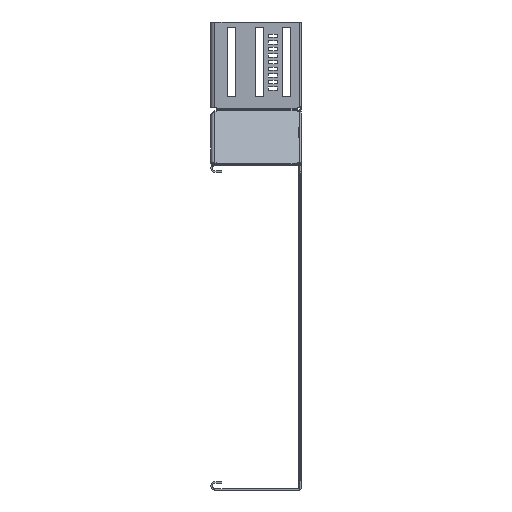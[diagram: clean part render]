
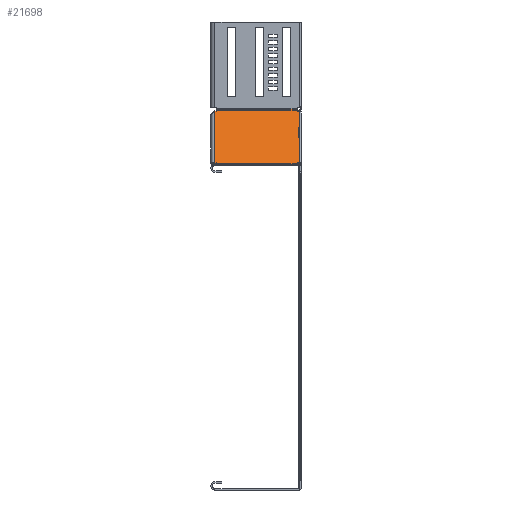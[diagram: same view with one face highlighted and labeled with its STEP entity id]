
A CAD part, left-side view. The second image highlights one B-rep face of the part: STEP entity #21698.
In plain terms, the highlighted face is planar.
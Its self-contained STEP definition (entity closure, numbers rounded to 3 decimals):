
#501 = CIRCLE ( 'NONE', #14923, 2. ) ;
#681 = CARTESIAN_POINT ( 'NONE',  ( -15., 0., -149.731 ) ) ;
#1499 = ORIENTED_EDGE ( 'NONE', *, *, #12111, .F. ) ;
#1774 = VERTEX_POINT ( 'NONE', #15426 ) ;
#1812 = ORIENTED_EDGE ( 'NONE', *, *, #3651, .T. ) ;
#2050 = ORIENTED_EDGE ( 'NONE', *, *, #14048, .T. ) ;
#2065 = CARTESIAN_POINT ( 'NONE',  ( -15., 78.25, -114.725 ) ) ;
#2187 = VECTOR ( 'NONE', #10479, 1000. ) ;
#2274 = EDGE_CURVE ( 'NONE', #15185, #1774, #14055, .T. ) ;
#2348 = DIRECTION ( 'NONE',  ( 1., 0., 0. ) ) ;
#2478 = DIRECTION ( 'NONE',  ( 0., 0.866, -0.5 ) ) ;
#2674 = CARTESIAN_POINT ( 'NONE',  ( -15., 76.284, -149.731 ) ) ;
#3651 = EDGE_CURVE ( 'NONE', #14415, #16682, #15271, .T. ) ;
#3654 = CARTESIAN_POINT ( 'NONE',  ( -15., 76.284, -79.72 ) ) ;
#3876 = VERTEX_POINT ( 'NONE', #11268 ) ;
#4244 = VECTOR ( 'NONE', #9420, 1000. ) ;
#5227 = VERTEX_POINT ( 'NONE', #20454 ) ;
#5630 = ORIENTED_EDGE ( 'NONE', *, *, #2274, .F. ) ;
#5685 = VECTOR ( 'NONE', #13952, 1000. ) ;
#6939 = ORIENTED_EDGE ( 'NONE', *, *, #15647, .F. ) ;
#7405 = DIRECTION ( 'NONE',  ( 0., 1., 0. ) ) ;
#7762 = AXIS2_PLACEMENT_3D ( 'NONE', #20416, #13820, #15144 ) ;
#8573 = VECTOR ( 'NONE', #7405, 1000. ) ;
#8766 = PLANE ( 'NONE',  #16132 ) ;
#9420 = DIRECTION ( 'NONE',  ( 0., 0., 1. ) ) ;
#9774 = CARTESIAN_POINT ( 'NONE',  ( -15., 3.716, -149.731 ) ) ;
#10479 = DIRECTION ( 'NONE',  ( 0., 1., 0. ) ) ;
#10527 = CARTESIAN_POINT ( 'NONE',  ( -15., 0., -114.725 ) ) ;
#10701 = CARTESIAN_POINT ( 'NONE',  ( -15., 78.25, -79.35 ) ) ;
#10705 = EDGE_CURVE ( 'NONE', #20502, #14415, #14375, .T. ) ;
#11159 = CARTESIAN_POINT ( 'NONE',  ( -15., 77.25, -81.082 ) ) ;
#11179 = ORIENTED_EDGE ( 'NONE', *, *, #19705, .F. ) ;
#11182 = EDGE_CURVE ( 'NONE', #16682, #18511, #15235, .T. ) ;
#11268 = CARTESIAN_POINT ( 'NONE',  ( -15., 77.25, -81.082 ) ) ;
#11283 = CARTESIAN_POINT ( 'NONE',  ( -15., 1.75, -114.725 ) ) ;
#11776 = CARTESIAN_POINT ( 'NONE',  ( -15., 3.716, -79.72 ) ) ;
#11931 = VERTEX_POINT ( 'NONE', #9774 ) ;
#12111 = EDGE_CURVE ( 'NONE', #5227, #15185, #13628, .T. ) ;
#12122 = CARTESIAN_POINT ( 'NONE',  ( -15., 0., -79.72 ) ) ;
#12343 = DIRECTION ( 'NONE',  ( 0., 1., 0. ) ) ;
#12778 = AXIS2_PLACEMENT_3D ( 'NONE', #16191, #19832, #19609 ) ;
#12829 = LINE ( 'NONE', #11159, #21259 ) ;
#13214 = EDGE_CURVE ( 'NONE', #20502, #11931, #13754, .T. ) ;
#13628 = LINE ( 'NONE', #20670, #5685 ) ;
#13754 = CIRCLE ( 'NONE', #7762, 2. ) ;
#13820 = DIRECTION ( 'NONE',  ( -1., 0., 0. ) ) ;
#13950 = FACE_OUTER_BOUND ( 'NONE', #21350, .T. ) ;
#13952 = DIRECTION ( 'NONE',  ( 0., 0.866, 0.5 ) ) ;
#14048 = EDGE_CURVE ( 'NONE', #18511, #3876, #501, .T. ) ;
#14055 = LINE ( 'NONE', #2065, #17661 ) ;
#14158 = DIRECTION ( 'NONE',  ( 0., 1., 0. ) ) ;
#14281 = ORIENTED_EDGE ( 'NONE', *, *, #10705, .T. ) ;
#14375 = LINE ( 'NONE', #11283, #4244 ) ;
#14415 = VERTEX_POINT ( 'NONE', #15975 ) ;
#14507 = ORIENTED_EDGE ( 'NONE', *, *, #13214, .F. ) ;
#14923 = AXIS2_PLACEMENT_3D ( 'NONE', #10701, #2348, #12343 ) ;
#14960 = DIRECTION ( 'NONE',  ( 1., 0., 0. ) ) ;
#15112 = ORIENTED_EDGE ( 'NONE', *, *, #18012, .T. ) ;
#15144 = DIRECTION ( 'NONE',  ( 0., -1., 0. ) ) ;
#15185 = VERTEX_POINT ( 'NONE', #20443 ) ;
#15235 = LINE ( 'NONE', #12122, #2187 ) ;
#15271 = CIRCLE ( 'NONE', #17713, 2. ) ;
#15426 = CARTESIAN_POINT ( 'NONE',  ( -15., 78.25, -81.659 ) ) ;
#15647 = EDGE_CURVE ( 'NONE', #11931, #16486, #15789, .T. ) ;
#15789 = LINE ( 'NONE', #681, #8573 ) ;
#15858 = ORIENTED_EDGE ( 'NONE', *, *, #11182, .T. ) ;
#15975 = CARTESIAN_POINT ( 'NONE',  ( -15., 1.75, -81.35 ) ) ;
#16132 = AXIS2_PLACEMENT_3D ( 'NONE', #10527, #18807, #14158 ) ;
#16191 = CARTESIAN_POINT ( 'NONE',  ( -15., 78.25, -150.101 ) ) ;
#16486 = VERTEX_POINT ( 'NONE', #2674 ) ;
#16682 = VERTEX_POINT ( 'NONE', #11776 ) ;
#17252 = DIRECTION ( 'NONE',  ( 0., 0., 1. ) ) ;
#17661 = VECTOR ( 'NONE', #17252, 1000. ) ;
#17713 = AXIS2_PLACEMENT_3D ( 'NONE', #20341, #14960, #21655 ) ;
#18012 = EDGE_CURVE ( 'NONE', #3876, #1774, #12829, .T. ) ;
#18511 = VERTEX_POINT ( 'NONE', #3654 ) ;
#18807 = DIRECTION ( 'NONE',  ( 1., 0., 0. ) ) ;
#19135 = CIRCLE ( 'NONE', #12778, 2. ) ;
#19303 = CARTESIAN_POINT ( 'NONE',  ( -15., 1.75, -148.101 ) ) ;
#19609 = DIRECTION ( 'NONE',  ( 0., 1., 0. ) ) ;
#19705 = EDGE_CURVE ( 'NONE', #16486, #5227, #19135, .T. ) ;
#19832 = DIRECTION ( 'NONE',  ( -1., 0., 0. ) ) ;
#20341 = CARTESIAN_POINT ( 'NONE',  ( -15., 1.75, -79.35 ) ) ;
#20416 = CARTESIAN_POINT ( 'NONE',  ( -15., 1.75, -150.101 ) ) ;
#20443 = CARTESIAN_POINT ( 'NONE',  ( -15., 78.25, -147.791 ) ) ;
#20454 = CARTESIAN_POINT ( 'NONE',  ( -15., 77.25, -148.368 ) ) ;
#20502 = VERTEX_POINT ( 'NONE', #19303 ) ;
#20670 = CARTESIAN_POINT ( 'NONE',  ( -15., 77.25, -148.368 ) ) ;
#21259 = VECTOR ( 'NONE', #2478, 1000. ) ;
#21350 = EDGE_LOOP ( 'NONE', ( #15858, #2050, #15112, #5630, #1499, #11179, #6939, #14507, #14281, #1812 ) ) ;
#21655 = DIRECTION ( 'NONE',  ( 0., -1., 0. ) ) ;
#21698 = ADVANCED_FACE ( 'NONE', ( #13950 ), #8766, .F. ) ;
